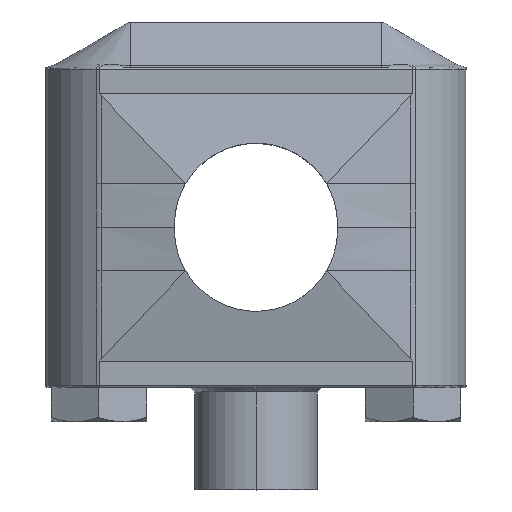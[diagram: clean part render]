
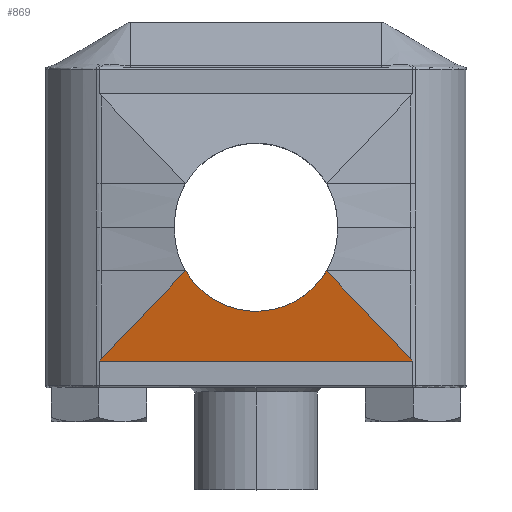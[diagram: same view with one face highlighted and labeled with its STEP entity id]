
A CAD part, top view. The second image highlights one B-rep face of the part: STEP entity #869.
In plain terms, the highlighted planar face has unit normal (0, -0.178, 0.984).
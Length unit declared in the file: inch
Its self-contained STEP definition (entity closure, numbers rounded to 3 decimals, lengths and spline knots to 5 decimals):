
#112 = VERTEX_POINT ( 'NONE', #4475 ) ;
#177 = VERTEX_POINT ( 'NONE', #4032 ) ;
#238 =( BOUNDED_CURVE ( )  B_SPLINE_CURVE ( 3, ( #3617, #2231, #832, #4294 ),
 .UNSPECIFIED., .F., .T. ) 
 B_SPLINE_CURVE_WITH_KNOTS ( ( 4, 4 ),
 ( 2.85793, 2.95497 ),
 .UNSPECIFIED. ) 
 CURVE ( )  GEOMETRIC_REPRESENTATION_ITEM ( )  RATIONAL_B_SPLINE_CURVE ( ( 1., 0.999, 0.999, 1. ) ) 
 REPRESENTATION_ITEM ( '' )  );
#365 = CARTESIAN_POINT ( 'NONE',  ( 0.16051, 0.13699, 0.39982 ) ) ;
#373 = DIRECTION ( 'NONE',  ( 0., 0.178, -0.984 ) ) ;
#410 = CARTESIAN_POINT ( 'NONE',  ( -0.7143, 0.005, 0.37591 ) ) ;
#452 = VERTEX_POINT ( 'NONE', #1875 ) ;
#657 = VECTOR ( 'NONE', #3936, 39.37008 ) ;
#719 = CARTESIAN_POINT ( 'NONE',  ( -0.70797, 0.01248, 0.37726 ) ) ;
#777 = ORIENTED_EDGE ( 'NONE', *, *, #3272, .F. ) ;
#832 = CARTESIAN_POINT ( 'NONE',  ( 0.71115, 0.00916, 0.37666 ) ) ;
#869 = ADVANCED_FACE ( 'NONE', ( #2400 ), #3521, .F. ) ;
#896 = VERTEX_POINT ( 'NONE', #3546 ) ;
#997 = ORIENTED_EDGE ( 'NONE', *, *, #2203, .F. ) ;
#1059 =( BOUNDED_CURVE ( )  B_SPLINE_CURVE ( 3, ( #719, #2813, #410, #2144 ),
 .UNSPECIFIED., .F., .T. ) 
 B_SPLINE_CURVE_WITH_KNOTS ( ( 4, 4 ),
 ( 3.32821, 3.42526 ),
 .UNSPECIFIED. ) 
 CURVE ( )  GEOMETRIC_REPRESENTATION_ITEM ( )  RATIONAL_B_SPLINE_CURVE ( ( 1., 0.999, 0.999, 1. ) ) 
 REPRESENTATION_ITEM ( '' )  );
#1263 = EDGE_CURVE ( 'NONE', #3856, #1665, #3053, .T. ) ;
#1278 = ORIENTED_EDGE ( 'NONE', *, *, #1263, .T. ) ;
#1414 = LINE ( 'NONE', #3259, #3593 ) ;
#1586 = CARTESIAN_POINT ( 'NONE',  ( 0.16863, 0.92614, 0.54278 ) ) ;
#1626 = EDGE_CURVE ( 'NONE', #896, #452, #1414, .T. ) ;
#1665 = VERTEX_POINT ( 'NONE', #3575 ) ;
#1743 = VECTOR ( 'NONE', #4014, 39.37008 ) ;
#1785 = CARTESIAN_POINT ( 'NONE',  ( -0.16051, 0.13699, 0.39982 ) ) ;
#1875 = CARTESIAN_POINT ( 'NONE',  ( -0.7174, 0., 0.375 ) ) ;
#1911 = AXIS2_PLACEMENT_3D ( 'NONE', #3860, #373, #3206 ) ;
#2144 = CARTESIAN_POINT ( 'NONE',  ( -0.7174, 0., 0.375 ) ) ;
#2203 = EDGE_CURVE ( 'NONE', #177, #112, #3808, .T. ) ;
#2231 = CARTESIAN_POINT ( 'NONE',  ( 0.7143, 0.005, 0.37591 ) ) ;
#2400 = FACE_OUTER_BOUND ( 'NONE', #4075, .T. ) ;
#2813 = CARTESIAN_POINT ( 'NONE',  ( -0.71115, 0.00916, 0.37666 ) ) ;
#2836 = ORIENTED_EDGE ( 'NONE', *, *, #3402, .T. ) ;
#3053 = LINE ( 'NONE', #4234, #657 ) ;
#3206 = DIRECTION ( 'NONE',  ( 0., 0.984, 0.178 ) ) ;
#3213 = CARTESIAN_POINT ( 'NONE',  ( 0.32273, 0.414, 0.45 ) ) ;
#3259 = CARTESIAN_POINT ( 'NONE',  ( 0., 0., 0.375 ) ) ;
#3272 = EDGE_CURVE ( 'NONE', #112, #1665, #4303, .T. ) ;
#3279 = EDGE_CURVE ( 'NONE', #177, #452, #1059, .T. ) ;
#3316 = CARTESIAN_POINT ( 'NONE',  ( 0.70797, 0.01248, 0.37726 ) ) ;
#3402 = EDGE_CURVE ( 'NONE', #896, #3856, #238, .T. ) ;
#3497 = ORIENTED_EDGE ( 'NONE', *, *, #1626, .F. ) ;
#3521 = PLANE ( 'NONE',  #1911 ) ;
#3546 = CARTESIAN_POINT ( 'NONE',  ( 0.7174, 0., 0.375 ) ) ;
#3575 = CARTESIAN_POINT ( 'NONE',  ( 0.32273, 0.414, 0.45 ) ) ;
#3593 = VECTOR ( 'NONE', #3611, 39.37008 ) ;
#3611 = DIRECTION ( 'NONE',  ( -1., 0., 0. ) ) ;
#3617 = CARTESIAN_POINT ( 'NONE',  ( 0.7174, 0., 0.375 ) ) ;
#3808 = LINE ( 'NONE', #1586, #1743 ) ;
#3856 = VERTEX_POINT ( 'NONE', #3316 ) ;
#3860 = CARTESIAN_POINT ( 'NONE',  ( 0.71994, 0.414, 0.45 ) ) ;
#3931 = ORIENTED_EDGE ( 'NONE', *, *, #3279, .T. ) ;
#3936 = DIRECTION ( 'NONE',  ( -0.686, 0.716, 0.13 ) ) ;
#4014 = DIRECTION ( 'NONE',  ( 0.686, 0.716, 0.13 ) ) ;
#4032 = CARTESIAN_POINT ( 'NONE',  ( -0.70797, 0.01248, 0.37726 ) ) ;
#4075 = EDGE_LOOP ( 'NONE', ( #997, #3931, #3497, #2836, #1278, #777 ) ) ;
#4232 = CARTESIAN_POINT ( 'NONE',  ( -0.32273, 0.414, 0.45 ) ) ;
#4234 = CARTESIAN_POINT ( 'NONE',  ( 0.50992, 0.2189, 0.41466 ) ) ;
#4294 = CARTESIAN_POINT ( 'NONE',  ( 0.70797, 0.01248, 0.37726 ) ) ;
#4303 =( BOUNDED_CURVE ( )  B_SPLINE_CURVE ( 3, ( #4232, #1785, #365, #3213 ),
 .UNSPECIFIED., .F., .T. ) 
 B_SPLINE_CURVE_WITH_KNOTS ( ( 4, 4 ),
 ( 5.24217, 7.3242 ),
 .UNSPECIFIED. ) 
 CURVE ( )  GEOMETRIC_REPRESENTATION_ITEM ( )  RATIONAL_B_SPLINE_CURVE ( ( 1., 0.67, 0.67, 1. ) ) 
 REPRESENTATION_ITEM ( '' )  );
#4475 = CARTESIAN_POINT ( 'NONE',  ( -0.32273, 0.414, 0.45 ) ) ;
